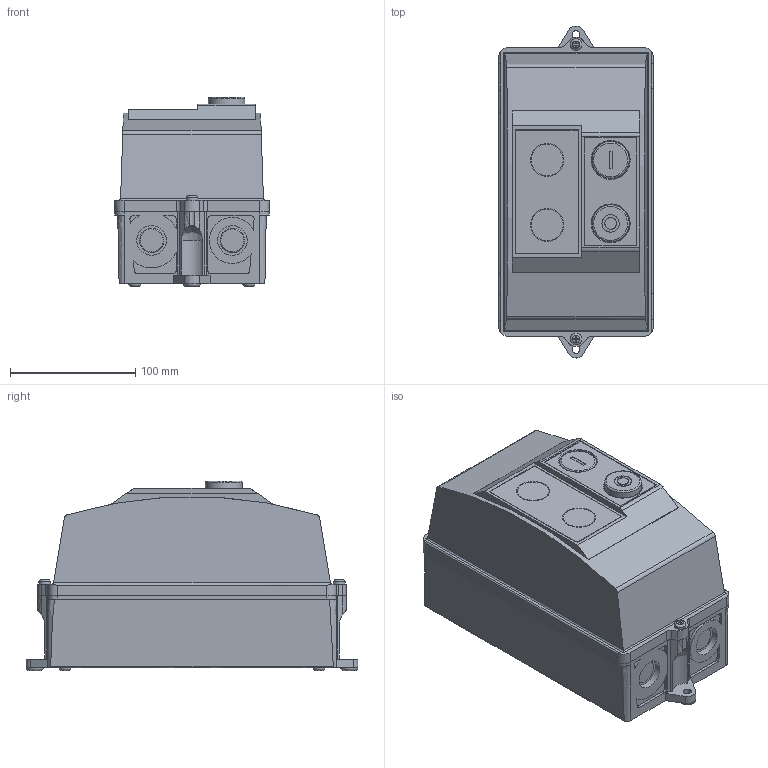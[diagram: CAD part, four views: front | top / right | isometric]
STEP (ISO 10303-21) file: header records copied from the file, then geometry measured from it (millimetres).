
FILE_DESCRIPTION(('FreeCAD Model'),'2;1');
FILE_NAME('Open CASCADE Shape Model','2025-04-17T14:41:50',('FreeCAD'),( 'FreeCAD'),'Open CASCADE STEP processor 7.6','FreeCAD','Unknown');
FILE_SCHEMA(('AUTOMOTIVE_DESIGN { 1 0 10303 214 1 1 1 1 }'));
Length unit declared in the file: millimetre
Products named in the file (1): Open CASCADE STEP translator 7.6 1
Bounding box: 123.38 x 265.19 x 151.17 mm (x, y, z)
Volume: 557393.8 mm3; surface area: 307076.6 mm2
Topology: 4 solids, 6 shells, 612 faces, 1520 edges, 1020 vertices
Faces by surface type: bspline 612
Entity records: 18114 total; most frequent: CARTESIAN_POINT 9119, ORIENTED_EDGE 3040, EDGE_CURVE 1520, VERTEX_POINT 1020, B_SPLINE_CURVE_WITH_KNOTS 974, FACE_BOUND 720, EDGE_LOOP 720, ADVANCED_FACE 612
